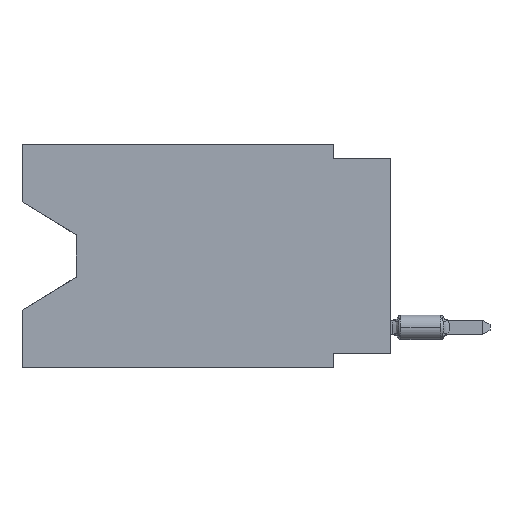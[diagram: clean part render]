
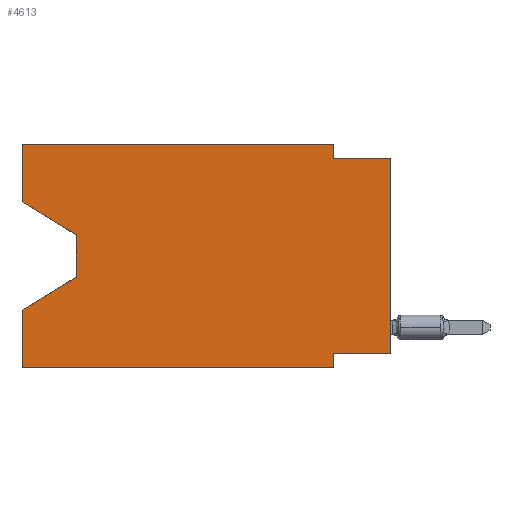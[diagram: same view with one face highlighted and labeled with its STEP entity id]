
A CAD part, left-side view. The second image highlights one B-rep face of the part: STEP entity #4613.
In plain terms, the highlighted planar face has unit normal (-1, 0, 0).
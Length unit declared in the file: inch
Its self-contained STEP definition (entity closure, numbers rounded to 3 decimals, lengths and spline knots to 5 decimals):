
#447 = DIRECTION ( 'NONE',  ( 0., -0.855, -0.519 ) ) ;
#487 = CARTESIAN_POINT ( 'NONE',  ( 0., 0., -0.025 ) ) ;
#907 = DIRECTION ( 'NONE',  ( 0., 0., -1. ) ) ;
#1027 = EDGE_CURVE ( 'NONE', #4127, #5854, #13428, .T. ) ;
#1089 = LINE ( 'NONE', #6022, #3314 ) ;
#1100 = FACE_OUTER_BOUND ( 'NONE', #4830, .T. ) ;
#1172 = LINE ( 'NONE', #2200, #6867 ) ;
#1261 = VERTEX_POINT ( 'NONE', #1367 ) ;
#1367 = CARTESIAN_POINT ( 'NONE',  ( 0., 0.1, -0.025 ) ) ;
#1628 = DIRECTION ( 'NONE',  ( 0., 0., -1. ) ) ;
#1729 = DIRECTION ( 'NONE',  ( 0., 0., 1. ) ) ;
#1999 = VECTOR ( 'NONE', #3927, 39.37008 ) ;
#2037 = EDGE_CURVE ( 'NONE', #12426, #11571, #3613, .T. ) ;
#2173 = LINE ( 'NONE', #9370, #12838 ) ;
#2200 = CARTESIAN_POINT ( 'NONE',  ( 0., 0.645, 0. ) ) ;
#2320 = LINE ( 'NONE', #10697, #9825 ) ;
#2356 = DIRECTION ( 'NONE',  ( 0., 0., -1. ) ) ;
#2437 = DIRECTION ( 'NONE',  ( 0., -1., 0. ) ) ;
#2535 = EDGE_CURVE ( 'NONE', #12426, #2802, #1089, .T. ) ;
#2650 = VECTOR ( 'NONE', #2437, 39.37008 ) ;
#2687 = EDGE_CURVE ( 'NONE', #14797, #9691, #9772, .T. ) ;
#2776 = ORIENTED_EDGE ( 'NONE', *, *, #9151, .F. ) ;
#2802 = VERTEX_POINT ( 'NONE', #14114 ) ;
#2821 = VECTOR ( 'NONE', #1628, 39.37008 ) ;
#3314 = VECTOR ( 'NONE', #10797, 39.37008 ) ;
#3613 = LINE ( 'NONE', #7063, #2650 ) ;
#3680 = LINE ( 'NONE', #8453, #4639 ) ;
#3825 = CARTESIAN_POINT ( 'NONE',  ( 0., 0.55, -0.158 ) ) ;
#3927 = DIRECTION ( 'NONE',  ( 0., 1., 0. ) ) ;
#4127 = VERTEX_POINT ( 'NONE', #5867 ) ;
#4136 = CARTESIAN_POINT ( 'NONE',  ( 0., 0.55, -0.158 ) ) ;
#4388 = LINE ( 'NONE', #6882, #9834 ) ;
#4613 = ADVANCED_FACE ( 'NONE', ( #1100 ), #10894, .F. ) ;
#4619 = EDGE_CURVE ( 'NONE', #9691, #2802, #3680, .T. ) ;
#4633 = CARTESIAN_POINT ( 'NONE',  ( 0., 0.1, -0.39 ) ) ;
#4639 = VECTOR ( 'NONE', #4864, 39.37008 ) ;
#4830 = EDGE_LOOP ( 'NONE', ( #7101, #8694, #13546, #10757, #14821, #11650, #8768, #9628, #2776, #8178, #13475, #9080 ) ) ;
#4864 = DIRECTION ( 'NONE',  ( 0., 0.855, -0.519 ) ) ;
#5854 = VERTEX_POINT ( 'NONE', #7950 ) ;
#5867 = CARTESIAN_POINT ( 'NONE',  ( 0., 0., -0.365 ) ) ;
#5932 = VERTEX_POINT ( 'NONE', #8475 ) ;
#6022 = CARTESIAN_POINT ( 'NONE',  ( 0., 0.645, 0. ) ) ;
#6452 = CARTESIAN_POINT ( 'NONE',  ( 0., 0.55, -0.232 ) ) ;
#6541 = VERTEX_POINT ( 'NONE', #15092 ) ;
#6867 = VECTOR ( 'NONE', #8222, 39.37008 ) ;
#6882 = CARTESIAN_POINT ( 'NONE',  ( 0., 0.1, -0.39 ) ) ;
#7063 = CARTESIAN_POINT ( 'NONE',  ( 0., 0.645, -0.39 ) ) ;
#7100 = DIRECTION ( 'NONE',  ( 0., -1., 0. ) ) ;
#7101 = ORIENTED_EDGE ( 'NONE', *, *, #14336, .T. ) ;
#7282 = CARTESIAN_POINT ( 'NONE',  ( 0., 0.645, 0. ) ) ;
#7764 = LINE ( 'NONE', #12483, #12133 ) ;
#7930 = CARTESIAN_POINT ( 'NONE',  ( 0., 0.645, -0.39 ) ) ;
#7943 = VERTEX_POINT ( 'NONE', #11990 ) ;
#7950 = CARTESIAN_POINT ( 'NONE',  ( 0., 0.1, -0.365 ) ) ;
#8120 = LINE ( 'NONE', #14262, #9049 ) ;
#8178 = ORIENTED_EDGE ( 'NONE', *, *, #10202, .F. ) ;
#8222 = DIRECTION ( 'NONE',  ( 0., -1., 0. ) ) ;
#8453 = CARTESIAN_POINT ( 'NONE',  ( 0., 0.55, -0.232 ) ) ;
#8475 = CARTESIAN_POINT ( 'NONE',  ( 0., 0.645, 0. ) ) ;
#8694 = ORIENTED_EDGE ( 'NONE', *, *, #2687, .T. ) ;
#8767 = CARTESIAN_POINT ( 'NONE',  ( 0., 0., -0.365 ) ) ;
#8768 = ORIENTED_EDGE ( 'NONE', *, *, #1027, .F. ) ;
#9049 = VECTOR ( 'NONE', #15231, 39.37008 ) ;
#9080 = ORIENTED_EDGE ( 'NONE', *, *, #13990, .F. ) ;
#9101 = EDGE_CURVE ( 'NONE', #4127, #15264, #8120, .T. ) ;
#9151 = EDGE_CURVE ( 'NONE', #1261, #15264, #2320, .T. ) ;
#9370 = CARTESIAN_POINT ( 'NONE',  ( 0., 0.1, 0. ) ) ;
#9628 = ORIENTED_EDGE ( 'NONE', *, *, #9101, .T. ) ;
#9691 = VERTEX_POINT ( 'NONE', #6452 ) ;
#9772 = LINE ( 'NONE', #3825, #2821 ) ;
#9825 = VECTOR ( 'NONE', #7100, 39.37008 ) ;
#9834 = VECTOR ( 'NONE', #11743, 39.37008 ) ;
#10202 = EDGE_CURVE ( 'NONE', #7943, #1261, #2173, .T. ) ;
#10697 = CARTESIAN_POINT ( 'NONE',  ( 0., 0., -0.025 ) ) ;
#10757 = ORIENTED_EDGE ( 'NONE', *, *, #2535, .F. ) ;
#10797 = DIRECTION ( 'NONE',  ( 0., 0., 1. ) ) ;
#10810 = DIRECTION ( 'NONE',  ( 1., 0., 0. ) ) ;
#10894 = PLANE ( 'NONE',  #15205 ) ;
#11571 = VERTEX_POINT ( 'NONE', #4633 ) ;
#11650 = ORIENTED_EDGE ( 'NONE', *, *, #11854, .F. ) ;
#11743 = DIRECTION ( 'NONE',  ( 0., 0., -1. ) ) ;
#11854 = EDGE_CURVE ( 'NONE', #5854, #11571, #4388, .T. ) ;
#11990 = CARTESIAN_POINT ( 'NONE',  ( 0., 0.1, 0. ) ) ;
#12133 = VECTOR ( 'NONE', #1729, 39.37008 ) ;
#12426 = VERTEX_POINT ( 'NONE', #7930 ) ;
#12483 = CARTESIAN_POINT ( 'NONE',  ( 0., 0.645, 0. ) ) ;
#12838 = VECTOR ( 'NONE', #907, 39.37008 ) ;
#13418 = CARTESIAN_POINT ( 'NONE',  ( 0., 0.645, -0.10025 ) ) ;
#13428 = LINE ( 'NONE', #8767, #1999 ) ;
#13475 = ORIENTED_EDGE ( 'NONE', *, *, #14209, .F. ) ;
#13546 = ORIENTED_EDGE ( 'NONE', *, *, #4619, .T. ) ;
#13990 = EDGE_CURVE ( 'NONE', #6541, #5932, #7764, .T. ) ;
#14114 = CARTESIAN_POINT ( 'NONE',  ( 0., 0.645, -0.28975 ) ) ;
#14174 = VECTOR ( 'NONE', #447, 39.37008 ) ;
#14209 = EDGE_CURVE ( 'NONE', #5932, #7943, #1172, .T. ) ;
#14262 = CARTESIAN_POINT ( 'NONE',  ( 0., 0., 0. ) ) ;
#14336 = EDGE_CURVE ( 'NONE', #6541, #14797, #14694, .T. ) ;
#14694 = LINE ( 'NONE', #13418, #14174 ) ;
#14797 = VERTEX_POINT ( 'NONE', #4136 ) ;
#14821 = ORIENTED_EDGE ( 'NONE', *, *, #2037, .T. ) ;
#15092 = CARTESIAN_POINT ( 'NONE',  ( 0., 0.645, -0.10025 ) ) ;
#15205 = AXIS2_PLACEMENT_3D ( 'NONE', #7282, #10810, #2356 ) ;
#15231 = DIRECTION ( 'NONE',  ( 0., 0., 1. ) ) ;
#15264 = VERTEX_POINT ( 'NONE', #487 ) ;
